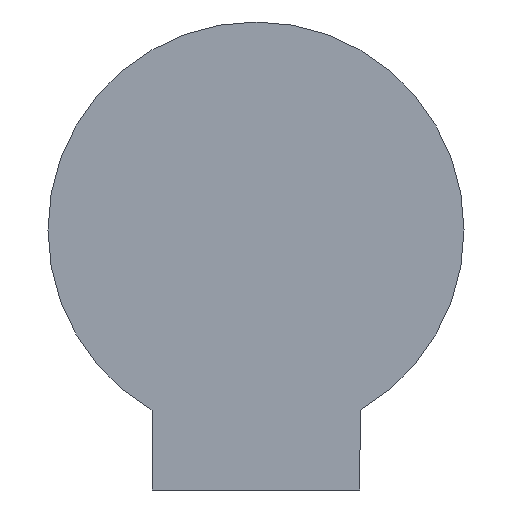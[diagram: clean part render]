
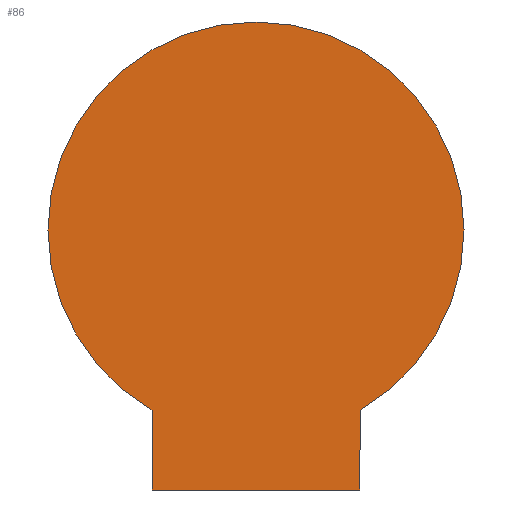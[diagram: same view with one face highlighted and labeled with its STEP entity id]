
A CAD part, front view. The second image highlights one B-rep face of the part: STEP entity #86.
In plain terms, the highlighted planar face has unit normal (0, -1, 0).
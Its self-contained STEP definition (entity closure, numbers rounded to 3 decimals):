
#1 = AXIS2_PLACEMENT_3D ( 'NONE', #140, #232, #33 ) ;
#3 = CARTESIAN_POINT ( 'NONE',  ( 6., 0., -15. ) ) ;
#6 = VECTOR ( 'NONE', #26, 1000. ) ;
#11 = FACE_OUTER_BOUND ( 'NONE', #182, .T. ) ;
#13 = VECTOR ( 'NONE', #194, 1000. ) ;
#23 = LINE ( 'NONE', #3, #103 ) ;
#26 = DIRECTION ( 'NONE',  ( -1., 0., 0. ) ) ;
#30 = CARTESIAN_POINT ( 'NONE',  ( 6., 0., -15. ) ) ;
#32 = CARTESIAN_POINT ( 'NONE',  ( 0., 0., 0. ) ) ;
#33 = DIRECTION ( 'NONE',  ( 0., 0., 1. ) ) ;
#40 = EDGE_CURVE ( 'NONE', #77, #237, #46, .T. ) ;
#46 = CIRCLE ( 'NONE', #127, 12. ) ;
#49 = LINE ( 'NONE', #216, #13 ) ;
#61 = CARTESIAN_POINT ( 'NONE',  ( 6., 0., -10.392 ) ) ;
#68 = CARTESIAN_POINT ( 'NONE',  ( -6., 0., -10.392 ) ) ;
#72 = EDGE_CURVE ( 'NONE', #183, #77, #49, .T. ) ;
#77 = VERTEX_POINT ( 'NONE', #68 ) ;
#86 = ADVANCED_FACE ( 'NONE', ( #11 ), #215, .F. ) ;
#94 = ORIENTED_EDGE ( 'NONE', *, *, #40, .F. ) ;
#101 = EDGE_CURVE ( 'NONE', #222, #183, #119, .T. ) ;
#103 = VECTOR ( 'NONE', #167, 1000. ) ;
#119 = LINE ( 'NONE', #138, #6 ) ;
#122 = DIRECTION ( 'NONE',  ( 0., 1., 0. ) ) ;
#127 = AXIS2_PLACEMENT_3D ( 'NONE', #32, #122, #197 ) ;
#138 = CARTESIAN_POINT ( 'NONE',  ( -6., 0., -15. ) ) ;
#140 = CARTESIAN_POINT ( 'NONE',  ( 0., 0., 0. ) ) ;
#148 = CARTESIAN_POINT ( 'NONE',  ( -6., 0., -15. ) ) ;
#157 = ORIENTED_EDGE ( 'NONE', *, *, #178, .F. ) ;
#167 = DIRECTION ( 'NONE',  ( 0., 0., -1. ) ) ;
#178 = EDGE_CURVE ( 'NONE', #237, #222, #23, .T. ) ;
#182 = EDGE_LOOP ( 'NONE', ( #238, #218, #157, #94 ) ) ;
#183 = VERTEX_POINT ( 'NONE', #148 ) ;
#194 = DIRECTION ( 'NONE',  ( 0., 0., 1. ) ) ;
#197 = DIRECTION ( 'NONE',  ( 0., 0., 1. ) ) ;
#215 = PLANE ( 'NONE',  #1 ) ;
#216 = CARTESIAN_POINT ( 'NONE',  ( -6., 0., -15. ) ) ;
#218 = ORIENTED_EDGE ( 'NONE', *, *, #101, .F. ) ;
#222 = VERTEX_POINT ( 'NONE', #30 ) ;
#232 = DIRECTION ( 'NONE',  ( 0., 1., 0. ) ) ;
#237 = VERTEX_POINT ( 'NONE', #61 ) ;
#238 = ORIENTED_EDGE ( 'NONE', *, *, #72, .F. ) ;
